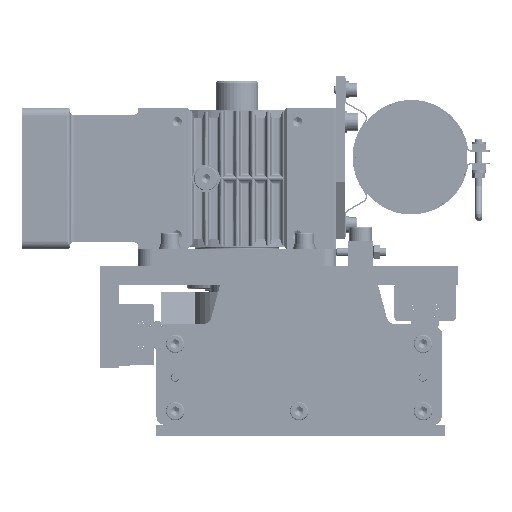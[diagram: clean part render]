
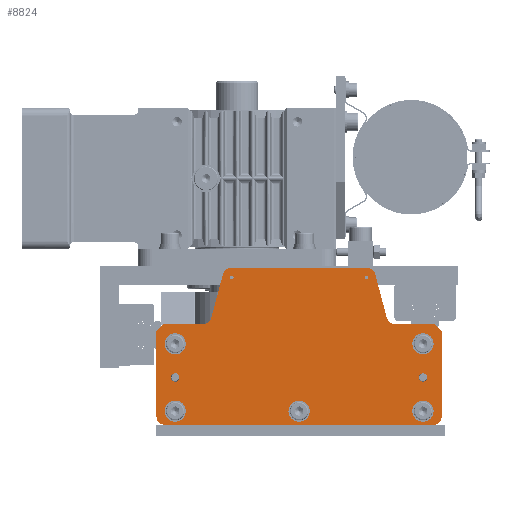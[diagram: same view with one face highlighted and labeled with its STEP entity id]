
A CAD part, front view. The second image highlights one B-rep face of the part: STEP entity #8824.
In plain terms, the highlighted face is planar.
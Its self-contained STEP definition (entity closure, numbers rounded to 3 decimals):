
#7768=CARTESIAN_POINT('',(0.,66.,15.));
#7769=VERTEX_POINT('',#7768);
#7770=CARTESIAN_POINT('',(5.2,71.2,15.));
#7771=VERTEX_POINT('',#7770);
#7772=CARTESIAN_POINT('',(0.0,66.,15.));
#7773=DIRECTION('',(0.707,0.707,0.0));
#7774=VECTOR('',#7773,7.354);
#7775=LINE('',#7772,#7774);
#7776=EDGE_CURVE('',#7769,#7771,#7775,.T.);
#7817=CARTESIAN_POINT('',(0.,6.,15.));
#7818=VERTEX_POINT('',#7817);
#7825=CARTESIAN_POINT('',(0.,6.,15.));
#7826=DIRECTION('',(0.0,1.0,0.0));
#7827=VECTOR('',#7826,60.);
#7828=LINE('',#7825,#7827);
#7829=EDGE_CURVE('',#7818,#7769,#7828,.T.);
#8064=CARTESIAN_POINT('',(196.3,71.2,15.));
#8065=VERTEX_POINT('',#8064);
#8066=CARTESIAN_POINT('',(201.5,66.,15.));
#8067=VERTEX_POINT('',#8066);
#8068=CARTESIAN_POINT('',(196.3,71.2,15.));
#8069=DIRECTION('',(0.707,-0.707,0.0));
#8070=VECTOR('',#8069,7.354);
#8071=LINE('',#8068,#8070);
#8072=EDGE_CURVE('',#8065,#8067,#8071,.T.);
#8098=CARTESIAN_POINT('',(149.479,104.,15.));
#8099=VERTEX_POINT('',#8098);
#8100=CARTESIAN_POINT('',(148.25,104.,15.0));
#8101=DIRECTION('',(0.0,0.0,-1.0));
#8102=DIRECTION('',(1.0,0.0,0.0));
#8103=AXIS2_PLACEMENT_3D('',#8100,#8101,#8102);
#8104=CIRCLE('',#8103,1.23);
#8105=EDGE_CURVE('',#8099,#8099,#8104,.T.);
#8118=CARTESIAN_POINT('',(54.479,104.,15.));
#8119=VERTEX_POINT('',#8118);
#8120=CARTESIAN_POINT('',(53.25,104.,15.0));
#8121=DIRECTION('',(0.0,0.0,-1.0));
#8122=DIRECTION('',(1.0,0.0,0.0));
#8123=AXIS2_PLACEMENT_3D('',#8120,#8121,#8122);
#8124=CIRCLE('',#8123,1.23);
#8125=EDGE_CURVE('',#8119,#8119,#8124,.T.);
#8136=CARTESIAN_POINT('',(162.723,75.647,15.));
#8137=VERTEX_POINT('',#8136);
#8144=CARTESIAN_POINT('',(168.518,71.2,15.));
#8145=VERTEX_POINT('',#8144);
#8146=CARTESIAN_POINT('',(168.518,77.2,15.));
#8147=DIRECTION('',(0.0,0.0,1.0));
#8148=DIRECTION('',(-0.609,-0.793,0.0));
#8149=AXIS2_PLACEMENT_3D('',#8146,#8147,#8148);
#8150=CIRCLE('',#8149,6.);
#8151=EDGE_CURVE('',#8137,#8145,#8150,.T.);
#8169=CARTESIAN_POINT('',(154.442,106.553,15.));
#8170=VERTEX_POINT('',#8169);
#8177=CARTESIAN_POINT('',(162.723,75.647,15.));
#8178=DIRECTION('',(-0.259,0.966,0.0));
#8179=VECTOR('',#8178,31.996);
#8180=LINE('',#8177,#8179);
#8181=EDGE_CURVE('',#8137,#8170,#8180,.T.);
#8192=CARTESIAN_POINT('',(148.646,111.,15.));
#8193=VERTEX_POINT('',#8192);
#8200=CARTESIAN_POINT('',(148.646,105.,15.));
#8201=DIRECTION('',(0.0,0.0,-1.0));
#8202=DIRECTION('',(0.609,0.793,0.0));
#8203=AXIS2_PLACEMENT_3D('',#8200,#8201,#8202);
#8204=CIRCLE('',#8203,6.);
#8205=EDGE_CURVE('',#8193,#8170,#8204,.T.);
#8218=CARTESIAN_POINT('',(52.854,111.0,15.));
#8219=VERTEX_POINT('',#8218);
#8226=CARTESIAN_POINT('',(148.646,111.,15.));
#8227=DIRECTION('',(-1.0,0.0,0.0));
#8228=VECTOR('',#8227,95.792);
#8229=LINE('',#8226,#8228);
#8230=EDGE_CURVE('',#8193,#8219,#8229,.T.);
#8241=CARTESIAN_POINT('',(47.058,106.553,15.));
#8242=VERTEX_POINT('',#8241);
#8249=CARTESIAN_POINT('',(52.854,105.0,15.));
#8250=DIRECTION('',(0.0,0.0,-1.0));
#8251=DIRECTION('',(-0.609,0.793,0.0));
#8252=AXIS2_PLACEMENT_3D('',#8249,#8250,#8251);
#8253=CIRCLE('',#8252,6.);
#8254=EDGE_CURVE('',#8242,#8219,#8253,.T.);
#8265=CARTESIAN_POINT('',(32.982,71.2,15.));
#8266=VERTEX_POINT('',#8265);
#8267=CARTESIAN_POINT('',(38.777,75.647,15.));
#8268=VERTEX_POINT('',#8267);
#8269=CARTESIAN_POINT('',(32.982,77.2,15.));
#8270=DIRECTION('',(0.0,0.0,1.0));
#8271=DIRECTION('',(0.609,-0.793,0.0));
#8272=AXIS2_PLACEMENT_3D('',#8269,#8270,#8271);
#8273=CIRCLE('',#8272,6.);
#8274=EDGE_CURVE('',#8266,#8268,#8273,.T.);
#8300=CARTESIAN_POINT('',(47.058,106.553,15.));
#8301=DIRECTION('',(-0.259,-0.966,0.0));
#8302=VECTOR('',#8301,31.996);
#8303=LINE('',#8300,#8302);
#8304=EDGE_CURVE('',#8242,#8268,#8303,.T.);
#8317=CARTESIAN_POINT('',(5.2,71.2,15.));
#8318=DIRECTION('',(1.0,0.0,0.0));
#8319=VECTOR('',#8318,27.782);
#8320=LINE('',#8317,#8319);
#8321=EDGE_CURVE('',#7771,#8266,#8320,.T.);
#8332=CARTESIAN_POINT('',(168.518,71.2,15.));
#8333=DIRECTION('',(1.0,0.0,0.0));
#8334=VECTOR('',#8333,27.782);
#8335=LINE('',#8332,#8334);
#8336=EDGE_CURVE('',#8145,#8065,#8335,.T.);
#8351=CARTESIAN_POINT('',(191.25,33.45,15.));
#8352=VERTEX_POINT('',#8351);
#8353=CARTESIAN_POINT('',(188.25,33.45,15.0));
#8354=DIRECTION('',(0.0,0.0,-1.0));
#8355=DIRECTION('',(1.0,0.0,0.0));
#8356=AXIS2_PLACEMENT_3D('',#8353,#8354,#8355);
#8357=CIRCLE('',#8356,3.0);
#8358=EDGE_CURVE('',#8352,#8352,#8357,.T.);
#8371=CARTESIAN_POINT('',(16.25,33.45,15.));
#8372=VERTEX_POINT('',#8371);
#8373=CARTESIAN_POINT('',(13.25,33.45,15.0));
#8374=DIRECTION('',(0.0,0.0,-1.0));
#8375=DIRECTION('',(1.0,0.0,0.0));
#8376=AXIS2_PLACEMENT_3D('',#8373,#8374,#8375);
#8377=CIRCLE('',#8376,3.0);
#8378=EDGE_CURVE('',#8372,#8372,#8377,.T.);
#8416=CARTESIAN_POINT('',(195.75,57.2,15.));
#8417=VERTEX_POINT('',#8416);
#8418=CARTESIAN_POINT('',(188.25,57.2,15.));
#8419=DIRECTION('',(0.0,0.0,-1.0));
#8420=DIRECTION('',(1.0,0.0,0.0));
#8421=AXIS2_PLACEMENT_3D('',#8418,#8419,#8420);
#8422=CIRCLE('',#8421,7.5);
#8423=EDGE_CURVE('',#8417,#8417,#8422,.T.);
#8476=CARTESIAN_POINT('',(195.75,9.7,15.));
#8477=VERTEX_POINT('',#8476);
#8478=CARTESIAN_POINT('',(188.25,9.7,15.));
#8479=DIRECTION('',(0.0,0.0,-1.0));
#8480=DIRECTION('',(1.0,0.0,0.0));
#8481=AXIS2_PLACEMENT_3D('',#8478,#8479,#8480);
#8482=CIRCLE('',#8481,7.5);
#8483=EDGE_CURVE('',#8477,#8477,#8482,.T.);
#8536=CARTESIAN_POINT('',(108.25,9.7,15.));
#8537=VERTEX_POINT('',#8536);
#8538=CARTESIAN_POINT('',(100.75,9.7,15.));
#8539=DIRECTION('',(0.0,0.0,-1.0));
#8540=DIRECTION('',(1.0,0.0,0.0));
#8541=AXIS2_PLACEMENT_3D('',#8538,#8539,#8540);
#8542=CIRCLE('',#8541,7.5);
#8543=EDGE_CURVE('',#8537,#8537,#8542,.T.);
#8596=CARTESIAN_POINT('',(20.75,9.7,15.));
#8597=VERTEX_POINT('',#8596);
#8598=CARTESIAN_POINT('',(13.25,9.7,15.));
#8599=DIRECTION('',(0.0,0.0,-1.0));
#8600=DIRECTION('',(1.0,0.0,0.0));
#8601=AXIS2_PLACEMENT_3D('',#8598,#8599,#8600);
#8602=CIRCLE('',#8601,7.5);
#8603=EDGE_CURVE('',#8597,#8597,#8602,.T.);
#8656=CARTESIAN_POINT('',(20.75,57.2,15.));
#8657=VERTEX_POINT('',#8656);
#8658=CARTESIAN_POINT('',(13.25,57.2,15.));
#8659=DIRECTION('',(0.0,0.0,-1.0));
#8660=DIRECTION('',(1.0,0.0,0.0));
#8661=AXIS2_PLACEMENT_3D('',#8658,#8659,#8660);
#8662=CIRCLE('',#8661,7.5);
#8663=EDGE_CURVE('',#8657,#8657,#8662,.T.);
#8688=CARTESIAN_POINT('',(6.,0.,15.));
#8689=VERTEX_POINT('',#8688);
#8690=CARTESIAN_POINT('',(6.,6.,15.));
#8691=DIRECTION('',(0.0,0.0,-1.0));
#8692=DIRECTION('',(-0.707,-0.707,0.0));
#8693=AXIS2_PLACEMENT_3D('',#8690,#8691,#8692);
#8694=CIRCLE('',#8693,6.);
#8695=EDGE_CURVE('',#8689,#7818,#8694,.T.);
#8715=CARTESIAN_POINT('',(195.5,0.,15.));
#8716=VERTEX_POINT('',#8715);
#8723=CARTESIAN_POINT('',(195.5,0.,15.));
#8724=DIRECTION('',(-1.0,0.0,0.0));
#8725=VECTOR('',#8724,189.5);
#8726=LINE('',#8723,#8725);
#8727=EDGE_CURVE('',#8716,#8689,#8726,.T.);
#8737=CARTESIAN_POINT('',(201.5,6.,15.));
#8738=VERTEX_POINT('',#8737);
#8739=CARTESIAN_POINT('',(195.5,6.,15.));
#8740=DIRECTION('',(0.0,0.0,-1.0));
#8741=DIRECTION('',(0.707,-0.707,0.0));
#8742=AXIS2_PLACEMENT_3D('',#8739,#8740,#8741);
#8743=CIRCLE('',#8742,6.);
#8744=EDGE_CURVE('',#8738,#8716,#8743,.T.);
#8763=CARTESIAN_POINT('',(201.5,66.,15.));
#8764=DIRECTION('',(0.0,-1.0,0.0));
#8765=VECTOR('',#8764,60.);
#8766=LINE('',#8763,#8765);
#8767=EDGE_CURVE('',#8067,#8738,#8766,.T.);
#8774=CARTESIAN_POINT('',(100.75,70.1,15.));
#8775=DIRECTION('',(0.0,0.0,1.0));
#8776=DIRECTION('',(1.0,0.0,0.0));
#8777=AXIS2_PLACEMENT_3D('',#8774,#8775,#8776);
#8778=PLANE('',#8777);
#8779=ORIENTED_EDGE('',*,*,#7776,.F.);
#8780=ORIENTED_EDGE('',*,*,#7829,.F.);
#8781=ORIENTED_EDGE('',*,*,#8695,.F.);
#8782=ORIENTED_EDGE('',*,*,#8727,.F.);
#8783=ORIENTED_EDGE('',*,*,#8744,.F.);
#8784=ORIENTED_EDGE('',*,*,#8767,.F.);
#8785=ORIENTED_EDGE('',*,*,#8072,.F.);
#8786=ORIENTED_EDGE('',*,*,#8336,.F.);
#8787=ORIENTED_EDGE('',*,*,#8151,.F.);
#8788=ORIENTED_EDGE('',*,*,#8181,.T.);
#8789=ORIENTED_EDGE('',*,*,#8205,.F.);
#8790=ORIENTED_EDGE('',*,*,#8230,.T.);
#8791=ORIENTED_EDGE('',*,*,#8254,.F.);
#8792=ORIENTED_EDGE('',*,*,#8304,.T.);
#8793=ORIENTED_EDGE('',*,*,#8274,.F.);
#8794=ORIENTED_EDGE('',*,*,#8321,.F.);
#8795=EDGE_LOOP('',(#8779,#8780,#8781,#8782,#8783,#8784,#8785,#8786,#8787,#8788,#8789,#8790,#8791,#8792,#8793,#8794));
#8796=FACE_OUTER_BOUND('',#8795,.T.);
#8797=ORIENTED_EDGE('',*,*,#8105,.T.);
#8798=EDGE_LOOP('',(#8797));
#8799=FACE_BOUND('',#8798,.T.);
#8800=ORIENTED_EDGE('',*,*,#8125,.T.);
#8801=EDGE_LOOP('',(#8800));
#8802=FACE_BOUND('',#8801,.T.);
#8803=ORIENTED_EDGE('',*,*,#8358,.T.);
#8804=EDGE_LOOP('',(#8803));
#8805=FACE_BOUND('',#8804,.T.);
#8806=ORIENTED_EDGE('',*,*,#8378,.T.);
#8807=EDGE_LOOP('',(#8806));
#8808=FACE_BOUND('',#8807,.T.);
#8809=ORIENTED_EDGE('',*,*,#8423,.T.);
#8810=EDGE_LOOP('',(#8809));
#8811=FACE_BOUND('',#8810,.T.);
#8812=ORIENTED_EDGE('',*,*,#8483,.T.);
#8813=EDGE_LOOP('',(#8812));
#8814=FACE_BOUND('',#8813,.T.);
#8815=ORIENTED_EDGE('',*,*,#8543,.T.);
#8816=EDGE_LOOP('',(#8815));
#8817=FACE_BOUND('',#8816,.T.);
#8818=ORIENTED_EDGE('',*,*,#8603,.T.);
#8819=EDGE_LOOP('',(#8818));
#8820=FACE_BOUND('',#8819,.T.);
#8821=ORIENTED_EDGE('',*,*,#8663,.T.);
#8822=EDGE_LOOP('',(#8821));
#8823=FACE_BOUND('',#8822,.T.);
#8824=ADVANCED_FACE('',(#8796,#8799,#8802,#8805,#8808,#8811,#8814,#8817,#8820,#8823),#8778,.T.);
